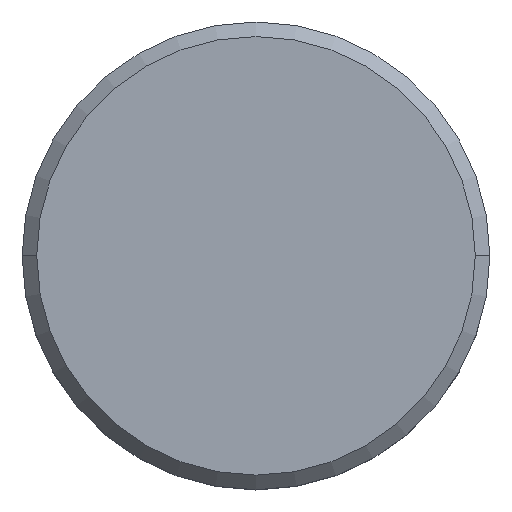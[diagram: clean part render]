
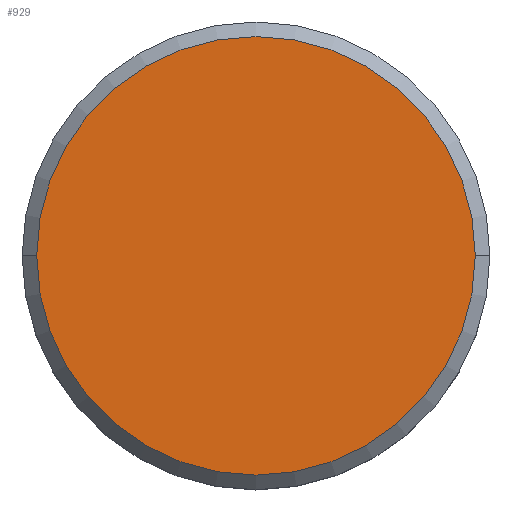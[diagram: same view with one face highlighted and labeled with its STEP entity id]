
A CAD part, top view. The second image highlights one B-rep face of the part: STEP entity #929.
In plain terms, the highlighted planar face has unit normal (0, 0, 1).
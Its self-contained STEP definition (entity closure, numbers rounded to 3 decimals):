
#60 = CIRCLE ( 'NONE', #695, 7.5 ) ;
#212 = EDGE_CURVE ( 'NONE', #877, #324, #691, .T. ) ;
#312 = CARTESIAN_POINT ( 'NONE',  ( 0., 0., 0. ) ) ;
#324 = VERTEX_POINT ( 'NONE', #812 ) ;
#330 = AXIS2_PLACEMENT_3D ( 'NONE', #977, #474, #980 ) ;
#387 = DIRECTION ( 'NONE',  ( 0., 0., 1. ) ) ;
#438 = EDGE_LOOP ( 'NONE', ( #657, #632 ) ) ;
#474 = DIRECTION ( 'NONE',  ( 0., 0., 1. ) ) ;
#632 = ORIENTED_EDGE ( 'NONE', *, *, #212, .T. ) ;
#657 = ORIENTED_EDGE ( 'NONE', *, *, #769, .T. ) ;
#658 = AXIS2_PLACEMENT_3D ( 'NONE', #861, #387, #964 ) ;
#691 = CIRCLE ( 'NONE', #658, 7.5 ) ;
#695 = AXIS2_PLACEMENT_3D ( 'NONE', #312, #881, #1028 ) ;
#769 = EDGE_CURVE ( 'NONE', #324, #877, #60, .T. ) ;
#812 = CARTESIAN_POINT ( 'NONE',  ( -7.5, 0., 0. ) ) ;
#861 = CARTESIAN_POINT ( 'NONE',  ( 0., 0., 0. ) ) ;
#865 = FACE_OUTER_BOUND ( 'NONE', #438, .T. ) ;
#877 = VERTEX_POINT ( 'NONE', #1031 ) ;
#881 = DIRECTION ( 'NONE',  ( 0., 0., 1. ) ) ;
#886 = PLANE ( 'NONE',  #330 ) ;
#929 = ADVANCED_FACE ( 'NONE', ( #865 ), #886, .T. ) ;
#964 = DIRECTION ( 'NONE',  ( 1., 0., 0. ) ) ;
#977 = CARTESIAN_POINT ( 'NONE',  ( 0., 0., 0. ) ) ;
#980 = DIRECTION ( 'NONE',  ( 1., 0., 0. ) ) ;
#1028 = DIRECTION ( 'NONE',  ( 1., 0., 0. ) ) ;
#1031 = CARTESIAN_POINT ( 'NONE',  ( 7.5, 0., 0. ) ) ;
